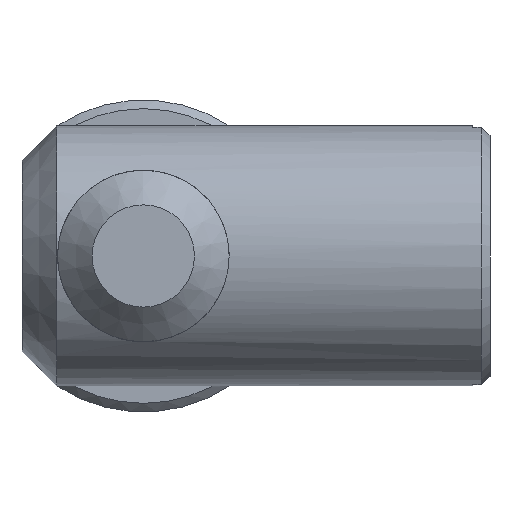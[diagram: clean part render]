
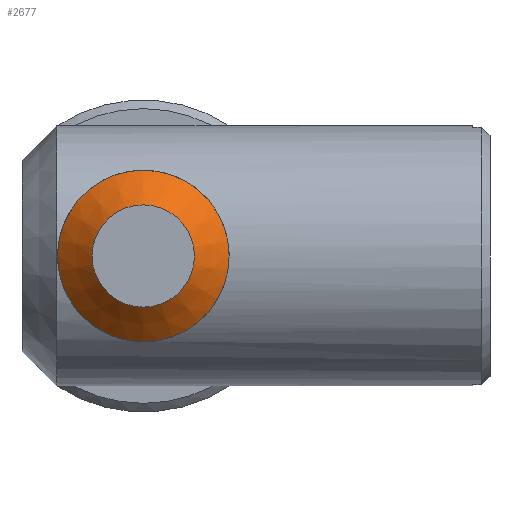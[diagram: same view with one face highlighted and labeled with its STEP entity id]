
A CAD part, front view. The second image highlights one B-rep face of the part: STEP entity #2677.
In plain terms, the highlighted conical face has half-angle 45 degrees and reference radius 4.95 mm.
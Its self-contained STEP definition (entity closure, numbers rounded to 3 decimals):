
#35=LINE('',#5522,#316);
#316=VECTOR('',#3140,4.95);
#613=CIRCLE('',#2861,4.95);
#614=CIRCLE('',#2862,2.95);
#700=CONICAL_SURFACE('',#2860,4.95,0.785);
#853=FACE_OUTER_BOUND('',#1003,.T.);
#1003=EDGE_LOOP('',(#1905,#1906,#1907,#1908));
#1206=VERTEX_POINT('',#5519);
#1207=VERTEX_POINT('',#5521);
#1482=EDGE_CURVE('',#1206,#1206,#613,.T.);
#1483=EDGE_CURVE('',#1206,#1207,#35,.T.);
#1484=EDGE_CURVE('',#1207,#1207,#614,.T.);
#1905=ORIENTED_EDGE('',*,*,#1482,.F.);
#1906=ORIENTED_EDGE('',*,*,#1483,.T.);
#1907=ORIENTED_EDGE('',*,*,#1484,.T.);
#1908=ORIENTED_EDGE('',*,*,#1483,.F.);
#2677=ADVANCED_FACE('',(#853),#700,.T.);
#2860=AXIS2_PLACEMENT_3D('',#5518,#3136,#3137);
#2861=AXIS2_PLACEMENT_3D('',#5520,#3138,#3139);
#2862=AXIS2_PLACEMENT_3D('',#5523,#3141,#3142);
#3136=DIRECTION('center_axis',(0.,1.,0.));
#3137=DIRECTION('ref_axis',(0.,0.,1.));
#3138=DIRECTION('center_axis',(0.,1.,0.));
#3139=DIRECTION('ref_axis',(0.,0.,1.));
#3140=DIRECTION('',(0.,-0.707,0.707));
#3141=DIRECTION('center_axis',(0.,1.,0.));
#3142=DIRECTION('ref_axis',(0.,0.,1.));
#5518=CARTESIAN_POINT('Origin',(-1.519,-26.621,2.582));
#5519=CARTESIAN_POINT('',(-1.519,-26.621,-2.368));
#5520=CARTESIAN_POINT('Origin',(-1.519,-26.621,2.582));
#5521=CARTESIAN_POINT('',(-1.519,-28.621,-0.368));
#5522=CARTESIAN_POINT('',(-1.519,-26.621,-2.368));
#5523=CARTESIAN_POINT('Origin',(-1.519,-28.621,2.582));
